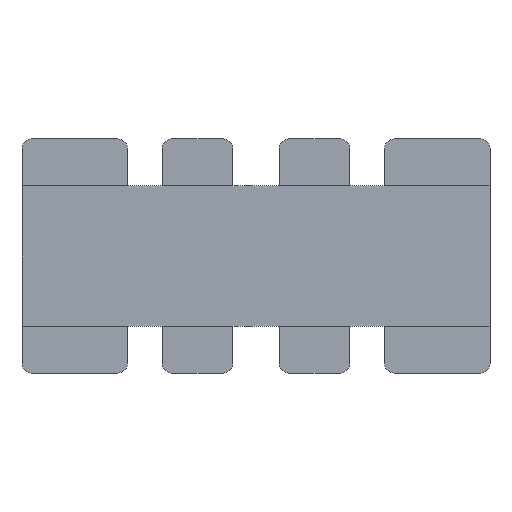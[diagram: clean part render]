
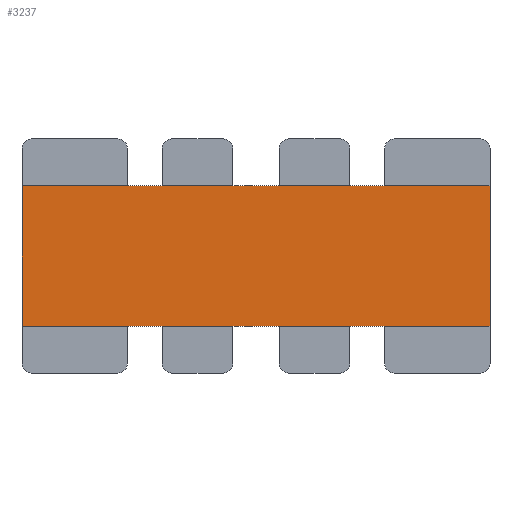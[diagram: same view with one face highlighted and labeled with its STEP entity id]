
A CAD part, front view. The second image highlights one B-rep face of the part: STEP entity #3237.
In plain terms, the highlighted planar face has unit normal (0, -1, 0).
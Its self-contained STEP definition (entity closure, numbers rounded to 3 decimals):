
#2158 = DIRECTION ( 'NONE',  ( 0., 0., -1. ) ) ;
#2159 = VECTOR ( 'NONE', #2158, 1000. ) ;
#2160 = CARTESIAN_POINT ( 'NONE',  ( 0., 0.025, 0.8 ) ) ;
#2162 = LINE ( 'NONE', #2160, #2159 ) ;
#2163 = DIRECTION ( 'NONE',  ( 0., 0., -1. ) ) ;
#2164 = VECTOR ( 'NONE', #2163, 1000. ) ;
#2165 = CARTESIAN_POINT ( 'NONE',  ( 2., 0.025, 0.8 ) ) ;
#2166 = LINE ( 'NONE', #2165, #2164 ) ;
#2167 = DIRECTION ( 'NONE',  ( 0., 0., -1. ) ) ;
#2168 = DIRECTION ( 'NONE',  ( 0., -1., 0. ) ) ;
#2169 = CARTESIAN_POINT ( 'NONE',  ( 0., 0.025, 0.8 ) ) ;
#2170 = AXIS2_PLACEMENT_3D ( 'NONE', #2169, #2168, #2167 ) ;
#2171 = PLANE ( 'NONE',  #2170 ) ;
#2187 = FACE_OUTER_BOUND ( 'NONE', #3235, .T. ) ;
#2210 = CARTESIAN_POINT ( 'NONE',  ( 2., 0.025, 0.2 ) ) ;
#2220 = CARTESIAN_POINT ( 'NONE',  ( 0., 0.025, 0.2 ) ) ;
#2221 = DIRECTION ( 'NONE',  ( 1., 0., 0. ) ) ;
#2222 = VECTOR ( 'NONE', #2221, 1000. ) ;
#2223 = CARTESIAN_POINT ( 'NONE',  ( 0., 0.025, 0.2 ) ) ;
#2224 = LINE ( 'NONE', #2223, #2222 ) ;
#2577 = DIRECTION ( 'NONE',  ( 1., 0., 0. ) ) ;
#2578 = VECTOR ( 'NONE', #2577, 1000. ) ;
#2579 = CARTESIAN_POINT ( 'NONE',  ( 0., 0.025, 0.8 ) ) ;
#2580 = LINE ( 'NONE', #2579, #2578 ) ;
#2582 = CARTESIAN_POINT ( 'NONE',  ( 0., 0.025, 0.8 ) ) ;
#2666 = CARTESIAN_POINT ( 'NONE',  ( 2., 0.025, 0.8 ) ) ;
#3222 = EDGE_CURVE ( 'NONE', #3392, #3244, #2166, .T. ) ;
#3223 = EDGE_CURVE ( 'NONE', #3371, #3241, #2162, .T. ) ;
#3224 = ORIENTED_EDGE ( 'NONE', *, *, #3240, .T. ) ;
#3233 = ORIENTED_EDGE ( 'NONE', *, *, #3222, .F. ) ;
#3235 = EDGE_LOOP ( 'NONE', ( #3233, #3255, #3256, #3224 ) ) ;
#3237 = ADVANCED_FACE ( 'NONE', ( #2187 ), #2171, .T. ) ;
#3240 = EDGE_CURVE ( 'NONE', #3241, #3244, #2224, .T. ) ;
#3241 = VERTEX_POINT ( 'NONE', #2220 ) ;
#3244 = VERTEX_POINT ( 'NONE', #2210 ) ;
#3255 = ORIENTED_EDGE ( 'NONE', *, *, #3373, .F. ) ;
#3256 = ORIENTED_EDGE ( 'NONE', *, *, #3223, .T. ) ;
#3371 = VERTEX_POINT ( 'NONE', #2582 ) ;
#3373 = EDGE_CURVE ( 'NONE', #3371, #3392, #2580, .T. ) ;
#3392 = VERTEX_POINT ( 'NONE', #2666 ) ;
